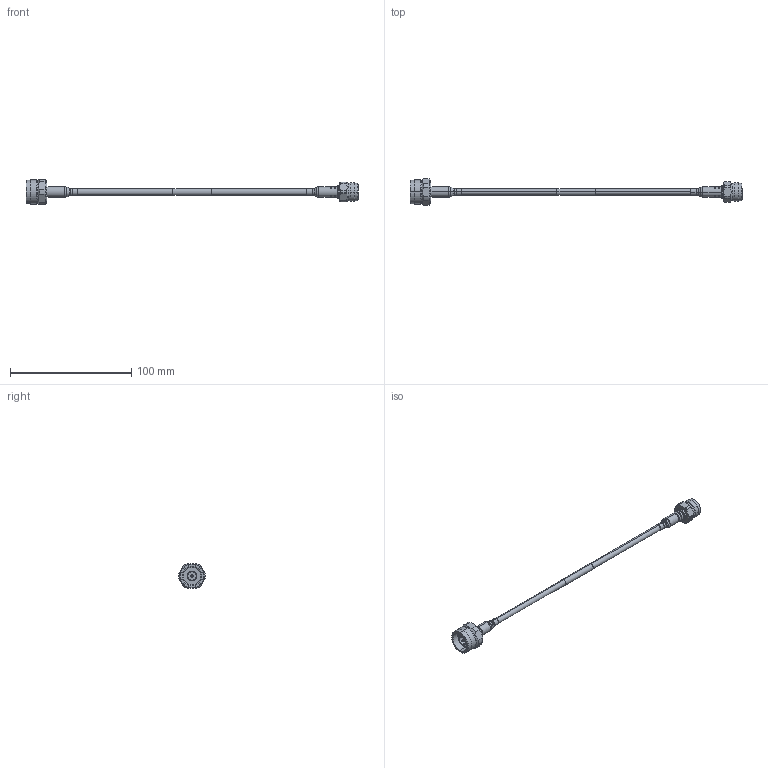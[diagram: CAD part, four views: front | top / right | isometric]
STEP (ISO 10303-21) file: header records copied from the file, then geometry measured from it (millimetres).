
FILE_DESCRIPTION (( 'STEP AP214' ), '1' );
FILE_NAME ('FMCA100137_3D.step', '2024-08-16T20:05:43', ( '' ), ( '' ), 'SwSTEP 2.0', 'SolidWorks 2022', '' );
FILE_SCHEMA (( 'AUTOMOTIVE_DESIGN' ));
Length unit declared in the file: inch
Products named in the file (14): TC-195-NMH-X_body; TC-195-TM-X_body; TC-195-TM-X_ferrule; TC-195-TM-X_insulator; Heat Shrink^FMCA100137_Config 1; TC-195-NMH-X_ferrule; Heat Shrink^FMCA100137_1" Long; TC-195-NMH-X; TC-195-NMH-X_c-contact; TC-195-TM-X_c-contact; TC-195-TM-X; TC-195-NMH-X_insulator; FMCA100137_3D; TCOM-195^FMCA100137_LABEL+PE PIM
Assembly tree (13 placements, depth 3):
  FMCA100137_3D
    TCOM-195^FMCA100137_LABEL+PE PIM
    TC-195-NMH-X
      TC-195-NMH-X_body
      TC-195-NMH-X_c-contact
      TC-195-NMH-X_insulator
      TC-195-NMH-X_ferrule
    TC-195-TM-X
      TC-195-TM-X_body
      TC-195-TM-X_c-contact
      TC-195-TM-X_insulator
      TC-195-TM-X_ferrule
    Heat Shrink^FMCA100137_1" Long
    Heat Shrink^FMCA100137_Config 1
Bounding box: 273.84 x 21.97 x 20.57 mm (x, y, z)
Volume: 12025.9 mm3; surface area: 12924.7 mm2
Topology: 11 solids, 11 shells, 500 faces, 1133 edges, 694 vertices
Faces by surface type: cylinder 157, cone 137, plane 127, bspline 59, torus 20
Entity records: 18472 total; most frequent: CARTESIAN_POINT 6826, DIRECTION 2309, ORIENTED_EDGE 2254, EDGE_CURVE 1127, AXIS2_PLACEMENT_3D 954, VERTEX_POINT 694, EDGE_LOOP 561, FACE_OUTER_BOUND 500
